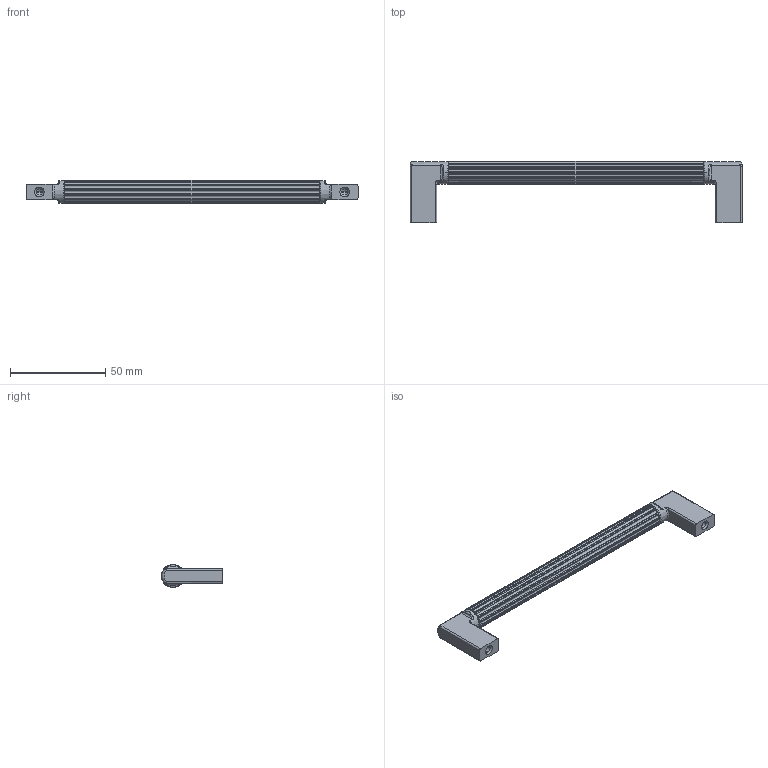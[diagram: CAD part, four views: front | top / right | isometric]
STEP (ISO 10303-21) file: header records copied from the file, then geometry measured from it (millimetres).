
FILE_DESCRIPTION(('Creo Elements/Direct Modeling STEP Export'),'2;1');
FILE_NAME('2591-174.stp','2022-08-18T 7:45:36',(''),(''),'Creo Elements/Direct Modeling STEP processor for AP214 (Solid Model)','Creo Elements/Direct Modeling 20.0 12-Nov-2016 (C) Parametric Technology GmbH','');
FILE_SCHEMA(('AUTOMOTIVE_DESIGN { 1 0 10303 214 1 1 1 1 }'));
Length unit declared in the file: millimetre
Products named in the file (3): Sockel; Reling; DIV-11750
Assembly tree (3 placements, depth 2):
  DIV-11750
    Sockel  x2
    Reling
Bounding box: 174 x 32 x 12.2 mm (x, y, z)
Volume: 19280.2 mm3; surface area: 12606.8 mm2
Topology: 3 solids, 3 shells, 316 faces, 770 edges, 462 vertices
Faces by surface type: bspline 108, torus 68, cylinder 50, plane 46, cone 44
Entity records: 25252 total; most frequent: CARTESIAN_POINT 20628, ORIENTED_EDGE 1172, DIRECTION 632, EDGE_CURVE 586, VERTEX_POINT 347, AXIS2_PLACEMENT_3D 291, B_SPLINE_CURVE_WITH_KNOTS 278, EDGE_LOOP 251
